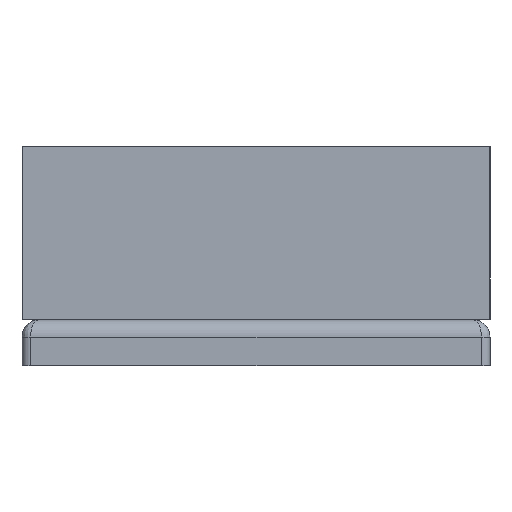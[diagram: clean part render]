
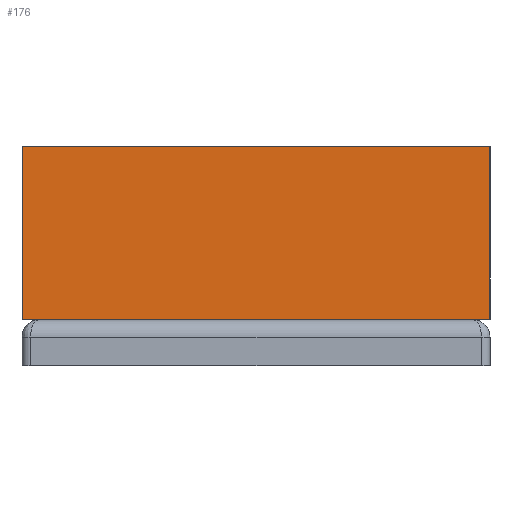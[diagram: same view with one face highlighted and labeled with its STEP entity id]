
A CAD part, left-side view. The second image highlights one B-rep face of the part: STEP entity #176.
In plain terms, the highlighted planar face has unit normal (-1, 0, 0).
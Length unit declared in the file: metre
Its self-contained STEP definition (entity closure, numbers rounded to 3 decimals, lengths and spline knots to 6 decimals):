
#176 = ADVANCED_FACE( '', ( #372 ), #373, .F. );
#372 = FACE_OUTER_BOUND( '', #800, .T. );
#373 = PLANE( '', #801 );
#800 = EDGE_LOOP( '', ( #1354, #1355, #1356, #1357 ) );
#801 = AXIS2_PLACEMENT_3D( '', #1358, #1359, #1360 );
#1354 = ORIENTED_EDGE( '', *, *, #1921, .T. );
#1355 = ORIENTED_EDGE( '', *, *, #1899, .F. );
#1356 = ORIENTED_EDGE( '', *, *, #1922, .F. );
#1357 = ORIENTED_EDGE( '', *, *, #1923, .T. );
#1358 = CARTESIAN_POINT( '', ( -0.0135, 0., 0.002 ) );
#1359 = DIRECTION( '', ( 1., 0., 0. ) );
#1360 = DIRECTION( '', ( 0., 0., -1. ) );
#1899 = EDGE_CURVE( '', #2229, #2153, #2231, .T. );
#1921 = EDGE_CURVE( '', #2263, #2153, #2264, .T. );
#1922 = EDGE_CURVE( '', #2265, #2229, #2266, .T. );
#1923 = EDGE_CURVE( '', #2265, #2263, #2267, .T. );
#2153 = VERTEX_POINT( '', #2567 );
#2229 = VERTEX_POINT( '', #2684 );
#2231 = LINE( '', #2687, #2688 );
#2263 = VERTEX_POINT( '', #2735 );
#2264 = LINE( '', #2736, #2737 );
#2265 = VERTEX_POINT( '', #2738 );
#2266 = LINE( '', #2739, #2740 );
#2267 = LINE( '', #2741, #2742 );
#2567 = CARTESIAN_POINT( '', ( -0.0135, -0.0135, 0. ) );
#2684 = CARTESIAN_POINT( '', ( -0.0135, -0.0135, 0.01 ) );
#2687 = CARTESIAN_POINT( '', ( -0.0135, -0.0135, 0.002 ) );
#2688 = VECTOR( '', #3078, 1. );
#2735 = CARTESIAN_POINT( '', ( -0.0135, 0.0135, 0. ) );
#2736 = CARTESIAN_POINT( '', ( -0.0135, 0., 0. ) );
#2737 = VECTOR( '', #3094, 1. );
#2738 = CARTESIAN_POINT( '', ( -0.0135, 0.0135, 0.01 ) );
#2739 = CARTESIAN_POINT( '', ( -0.0135, 0., 0.01 ) );
#2740 = VECTOR( '', #3095, 1. );
#2741 = CARTESIAN_POINT( '', ( -0.0135, 0.0135, 0.002 ) );
#2742 = VECTOR( '', #3096, 1. );
#3078 = DIRECTION( '', ( 0., 0., -1. ) );
#3094 = DIRECTION( '', ( 0., -1., 0. ) );
#3095 = DIRECTION( '', ( 0., -1., 0. ) );
#3096 = DIRECTION( '', ( 0., 0., -1. ) );
